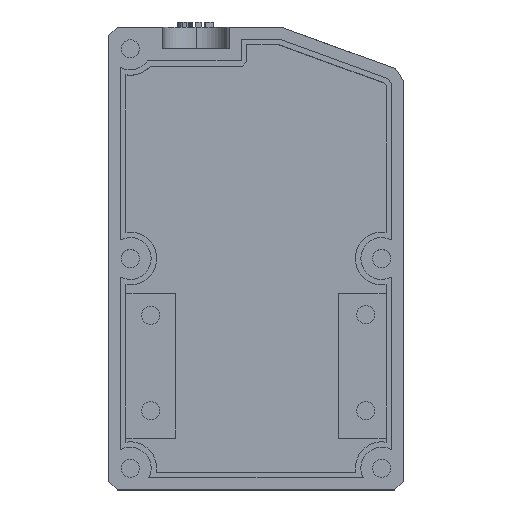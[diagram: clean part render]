
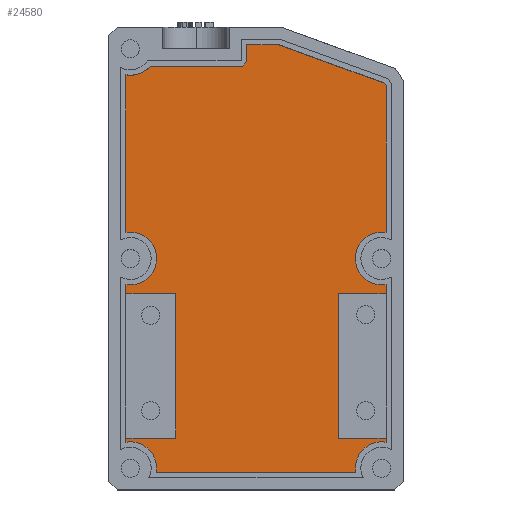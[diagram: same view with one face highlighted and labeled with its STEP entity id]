
A CAD part, top view. The second image highlights one B-rep face of the part: STEP entity #24580.
In plain terms, the highlighted planar face has unit normal (0, 0, 1).
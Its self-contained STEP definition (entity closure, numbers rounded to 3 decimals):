
#3312=FACE_OUTER_BOUND('',#4676,.T.);
#4676=EDGE_LOOP('',(#21635,#21636,#21637,#21638,#21639,#21640,#21641,#21642,
#21643,#21644,#21645,#21646,#21647,#21648));
#6991=LINE('',#46390,#9297);
#6995=LINE('',#46398,#9301);
#6998=LINE('',#46404,#9304);
#7002=LINE('',#46412,#9308);
#7003=LINE('',#46414,#9309);
#7004=LINE('',#46416,#9310);
#7005=LINE('',#46418,#9311);
#7006=LINE('',#46420,#9312);
#7007=LINE('',#46422,#9313);
#7008=LINE('',#46424,#9314);
#7009=LINE('',#46426,#9315);
#7010=LINE('',#46428,#9316);
#7011=LINE('',#46430,#9317);
#7012=LINE('',#46431,#9318);
#9297=VECTOR('',#28844,10.);
#9301=VECTOR('',#28850,10.);
#9304=VECTOR('',#28855,10.);
#9308=VECTOR('',#28863,10.);
#9309=VECTOR('',#28864,10.);
#9310=VECTOR('',#28865,10.);
#9311=VECTOR('',#28866,10.);
#9312=VECTOR('',#28867,10.);
#9313=VECTOR('',#28868,10.);
#9314=VECTOR('',#28869,10.);
#9315=VECTOR('',#28870,10.);
#9316=VECTOR('',#28871,10.);
#9317=VECTOR('',#28872,10.);
#9318=VECTOR('',#28873,10.);
#11715=VERTEX_POINT('',#46388);
#11716=VERTEX_POINT('',#46389);
#11719=VERTEX_POINT('',#46397);
#11721=VERTEX_POINT('',#46403);
#11723=VERTEX_POINT('',#46411);
#11724=VERTEX_POINT('',#46413);
#11725=VERTEX_POINT('',#46415);
#11726=VERTEX_POINT('',#46417);
#11727=VERTEX_POINT('',#46419);
#11728=VERTEX_POINT('',#46421);
#11729=VERTEX_POINT('',#46423);
#11730=VERTEX_POINT('',#46425);
#11731=VERTEX_POINT('',#46427);
#11732=VERTEX_POINT('',#46429);
#15206=EDGE_CURVE('',#11715,#11716,#6991,.T.);
#15210=EDGE_CURVE('',#11716,#11719,#6995,.T.);
#15213=EDGE_CURVE('',#11719,#11721,#6998,.T.);
#15217=EDGE_CURVE('',#11723,#11721,#7002,.T.);
#15218=EDGE_CURVE('',#11724,#11723,#7003,.T.);
#15219=EDGE_CURVE('',#11725,#11724,#7004,.T.);
#15220=EDGE_CURVE('',#11725,#11726,#7005,.T.);
#15221=EDGE_CURVE('',#11726,#11727,#7006,.T.);
#15222=EDGE_CURVE('',#11727,#11728,#7007,.T.);
#15223=EDGE_CURVE('',#11729,#11728,#7008,.T.);
#15224=EDGE_CURVE('',#11730,#11729,#7009,.T.);
#15225=EDGE_CURVE('',#11731,#11730,#7010,.T.);
#15226=EDGE_CURVE('',#11732,#11731,#7011,.T.);
#15227=EDGE_CURVE('',#11715,#11732,#7012,.T.);
#21635=ORIENTED_EDGE('',*,*,#15206,.T.);
#21636=ORIENTED_EDGE('',*,*,#15210,.T.);
#21637=ORIENTED_EDGE('',*,*,#15213,.T.);
#21638=ORIENTED_EDGE('',*,*,#15217,.F.);
#21639=ORIENTED_EDGE('',*,*,#15218,.F.);
#21640=ORIENTED_EDGE('',*,*,#15219,.F.);
#21641=ORIENTED_EDGE('',*,*,#15220,.T.);
#21642=ORIENTED_EDGE('',*,*,#15221,.T.);
#21643=ORIENTED_EDGE('',*,*,#15222,.T.);
#21644=ORIENTED_EDGE('',*,*,#15223,.F.);
#21645=ORIENTED_EDGE('',*,*,#15224,.F.);
#21646=ORIENTED_EDGE('',*,*,#15225,.F.);
#21647=ORIENTED_EDGE('',*,*,#15226,.F.);
#21648=ORIENTED_EDGE('',*,*,#15227,.F.);
#23268=PLANE('',#25334);
#24580=ADVANCED_FACE('',(#3312),#23268,.T.);
#25334=AXIS2_PLACEMENT_3D('',#46410,#28861,#28862);
#28844=DIRECTION('',(1.,0.,0.));
#28850=DIRECTION('',(0.,-1.,0.));
#28855=DIRECTION('',(-1.,0.,0.));
#28861=DIRECTION('center_axis',(0.,0.,1.));
#28862=DIRECTION('ref_axis',(1.,0.,0.));
#28863=DIRECTION('',(0.,1.,0.));
#28864=DIRECTION('',(-1.,0.,0.));
#28865=DIRECTION('',(0.,-1.,0.));
#28866=DIRECTION('',(-1.,0.,0.));
#28867=DIRECTION('',(0.,1.,0.));
#28868=DIRECTION('',(1.,0.,0.));
#28869=DIRECTION('',(0.,-1.,0.));
#28870=DIRECTION('',(0.574,-0.819,0.));
#28871=DIRECTION('',(0.94,-0.342,0.));
#28872=DIRECTION('',(1.,0.,0.));
#28873=DIRECTION('',(0.,1.,0.));
#46388=CARTESIAN_POINT('',(-35.488,-11.58,4.));
#46389=CARTESIAN_POINT('',(-24.,-11.58,4.));
#46390=CARTESIAN_POINT('',(-14.696,-11.58,4.));
#46397=CARTESIAN_POINT('',(-24.,-45.,4.));
#46398=CARTESIAN_POINT('',(-24.,-24.25,4.));
#46403=CARTESIAN_POINT('',(-35.488,-45.,4.));
#46404=CARTESIAN_POINT('',(-20.44,-45.,4.));
#46410=CARTESIAN_POINT('Origin',(-5.393,-3.5,4.));
#46411=CARTESIAN_POINT('',(-35.488,-53.,4.));
#46412=CARTESIAN_POINT('',(-35.488,23.25,4.));
#46413=CARTESIAN_POINT('',(24.703,-53.,4.));
#46414=CARTESIAN_POINT('',(-22.44,-53.,4.));
#46415=CARTESIAN_POINT('',(24.703,-45.,4.));
#46416=CARTESIAN_POINT('',(24.703,-30.25,4.));
#46417=CARTESIAN_POINT('',(13.701,-45.,4.));
#46418=CARTESIAN_POINT('',(4.154,-45.,4.));
#46419=CARTESIAN_POINT('',(13.701,-11.58,4.));
#46420=CARTESIAN_POINT('',(13.701,-7.54,4.));
#46421=CARTESIAN_POINT('',(24.703,-11.58,4.));
#46422=CARTESIAN_POINT('',(9.655,-11.58,4.));
#46423=CARTESIAN_POINT('',(24.703,36.478,4.));
#46424=CARTESIAN_POINT('',(24.703,-30.25,4.));
#46425=CARTESIAN_POINT('',(24.27,37.096,4.));
#46426=CARTESIAN_POINT('',(29.036,30.29,4.));
#46427=CARTESIAN_POINT('',(-0.193,46.,4.));
#46428=CARTESIAN_POINT('',(19.23,38.931,4.));
#46429=CARTESIAN_POINT('',(-35.488,46.,4.));
#46430=CARTESIAN_POINT('',(-2.44,46.,4.));
#46431=CARTESIAN_POINT('',(-35.488,23.25,4.));
